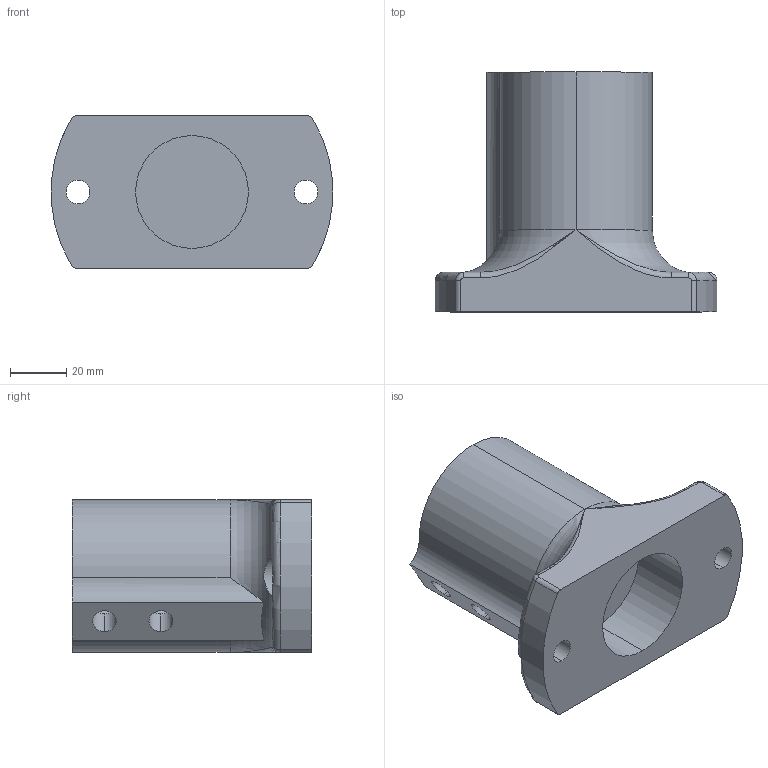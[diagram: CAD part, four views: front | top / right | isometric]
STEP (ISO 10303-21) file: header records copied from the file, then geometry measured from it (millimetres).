
FILE_DESCRIPTION (( 'STEP AP203' ), '1' );
FILE_NAME ('SNSK.17.00.32. ﾎ魵瑙韃 T-髜鈿鮱.V32.SLDDRW.STEP', '2018-02-15T07:00:35', ( '' ), ( '' ), 'SwSTEP 2.0', 'SolidWorks 2017', '' );
FILE_SCHEMA (( 'CONFIG_CONTROL_DESIGN' ));
Length unit declared in the file: millimetre
Products named in the file (2): SNSK.17.00.32. ﾎ魵瑙韃 T-髜鈿鮱.V32.SLDDRW
Bounding box: 99.93 x 85 x 54 mm (x, y, z)
Volume: 149473.5 mm3; surface area: 36763.1 mm2
Topology: 1 solids, 1 shells, 60 faces, 149 edges, 90 vertices
Faces by surface type: cylinder 34, plane 14, bspline 8, torus 4
Entity records: 2770 total; most frequent: CARTESIAN_POINT 1234, ORIENTED_EDGE 290, DIRECTION 290, EDGE_CURVE 145, AXIS2_PLACEMENT_3D 123, VERTEX_POINT 90, EDGE_LOOP 71, CIRCLE 69
